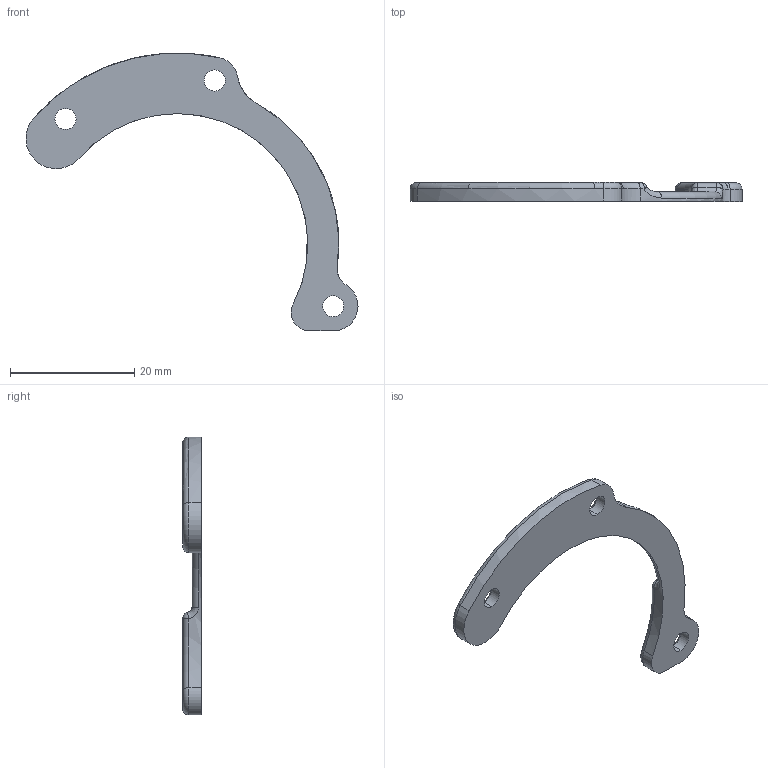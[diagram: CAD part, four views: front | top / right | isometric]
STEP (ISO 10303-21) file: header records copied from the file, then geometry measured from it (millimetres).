
FILE_DESCRIPTION (( 'STEP AP214' ), '1' );
FILE_NAME ('OVIO hold down.STEP', '2021-02-09T23:11:44', ( '' ), ( '' ), 'SwSTEP 2.0', 'SolidWorks 2020', '' );
FILE_SCHEMA (( 'AUTOMOTIVE_DESIGN' ));
Length unit declared in the file: millimetre
Products named in the file (1): OVIO hold down
Bounding box: 53.44 x 3 x 44.75 mm (x, y, z)
Volume: 1442.2 mm3; surface area: 1587.3 mm2
Topology: 1 solids, 1 shells, 58 faces, 139 edges, 80 vertices
Faces by surface type: cylinder 21, torus 14, bspline 8, cone 6, plane 5, sphere 4
Entity records: 1996 total; most frequent: CARTESIAN_POINT 593, DIRECTION 322, ORIENTED_EDGE 278, AXIS2_PLACEMENT_3D 145, EDGE_CURVE 139, CIRCLE 94, VERTEX_POINT 80, EDGE_LOOP 61
